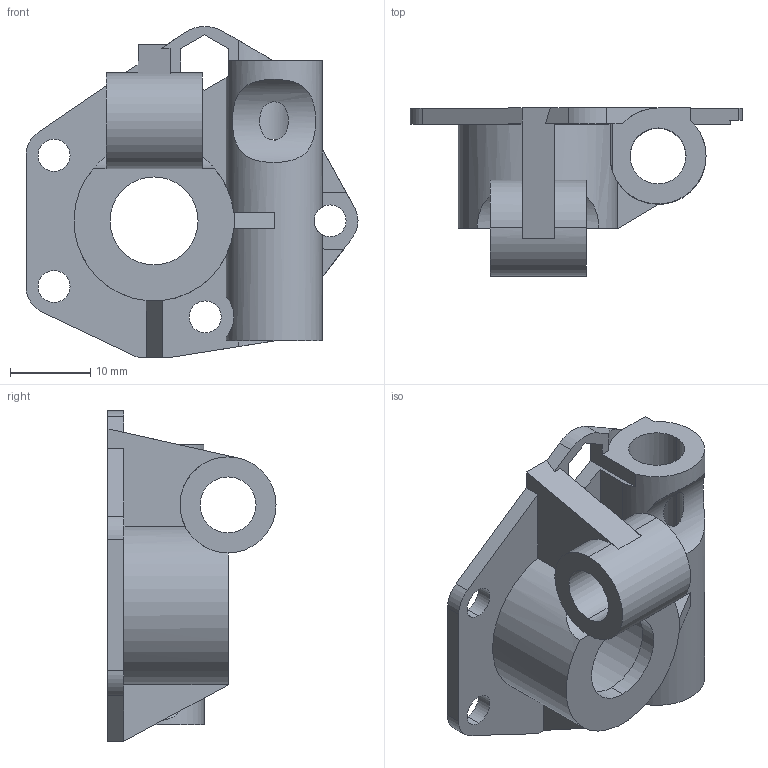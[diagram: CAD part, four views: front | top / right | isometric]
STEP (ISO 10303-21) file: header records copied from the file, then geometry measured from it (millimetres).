
FILE_DESCRIPTION (( 'STEP AP203' ), '1' );
FILE_NAME ('Bearing Mount Right Bottom.STEP', '2013-08-02T09:28:04', ( '' ), ( '' ), 'SwSTEP 2.0', 'SolidWorks 2011', '' );
FILE_SCHEMA (( 'CONFIG_CONTROL_DESIGN' ));
Length unit declared in the file: millimetre
Products named in the file (1): Bearing Mount Right Bottom
Bounding box: 41.5 x 21 x 41.36 mm (x, y, z)
Volume: 6924.1 mm3; surface area: 6454.6 mm2
Topology: 1 solids, 1 shells, 104 faces, 293 edges, 194 vertices
Faces by surface type: plane 63, cylinder 41
Entity records: 3838 total; most frequent: CARTESIAN_POINT 1011, ORIENTED_EDGE 586, DIRECTION 550, EDGE_CURVE 293, VERTEX_POINT 194, LINE 192, VECTOR 192, AXIS2_PLACEMENT_3D 179
